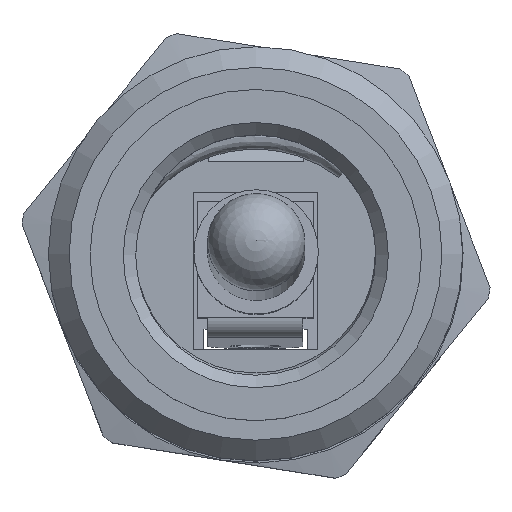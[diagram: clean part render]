
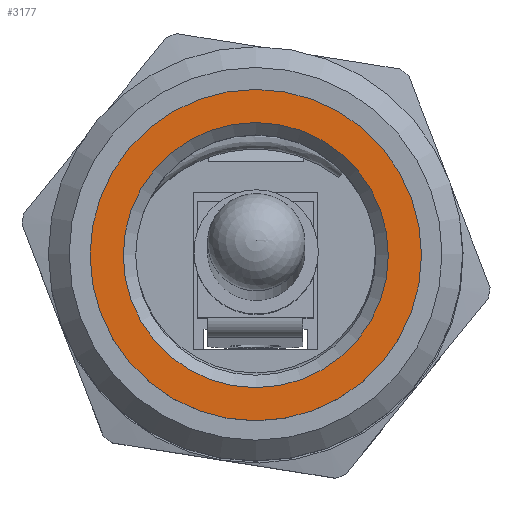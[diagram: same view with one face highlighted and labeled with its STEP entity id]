
A CAD part, top view. The second image highlights one B-rep face of the part: STEP entity #3177.
In plain terms, the highlighted planar face has unit normal (0, 0, 1).
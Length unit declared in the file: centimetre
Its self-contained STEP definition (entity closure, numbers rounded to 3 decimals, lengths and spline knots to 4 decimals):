
#389=CIRCLE('',#3370,0.32);
#391=CIRCLE('',#3373,0.4);
#658=VERTEX_POINT('',#4530);
#660=VERTEX_POINT('',#4535);
#1405=EDGE_CURVE('',#658,#658,#389,.T.);
#1407=EDGE_CURVE('',#660,#660,#391,.T.);
#1947=ORIENTED_EDGE('',*,*,#1407,.T.);
#1948=ORIENTED_EDGE('',*,*,#1405,.F.);
#2760=EDGE_LOOP('',(#1947));
#2761=EDGE_LOOP('',(#1948));
#2971=FACE_BOUND('',#2760,.T.);
#2972=FACE_BOUND('',#2761,.T.);
#3177=ADVANCED_FACE('',(#2971,#2972),#8072,.T.);
#3370=AXIS2_PLACEMENT_3D('',#4529,#3690,#3691);
#3372=AXIS2_PLACEMENT_3D('',#4533,#3694,$);
#3373=AXIS2_PLACEMENT_3D('',#4534,#3695,#3696);
#3690=DIRECTION('',(0.,0.,1.));
#3691=DIRECTION('',(-0.32,0.,0.));
#3694=DIRECTION('',(0.,0.,1.));
#3695=DIRECTION('',(0.,0.,1.));
#3696=DIRECTION('',(0.4,0.,0.));
#4529=CARTESIAN_POINT('',(0.0005,-0.0031,0.4017));
#4530=CARTESIAN_POINT('',(0.3205,-0.0031,0.4017));
#4533=CARTESIAN_POINT('',(0.3455,-0.0031,0.4017));
#4534=CARTESIAN_POINT('',(0.0005,-0.0031,0.4017));
#4535=CARTESIAN_POINT('',(0.4005,-0.0031,0.4017));
#8072=PLANE('',#3372);
